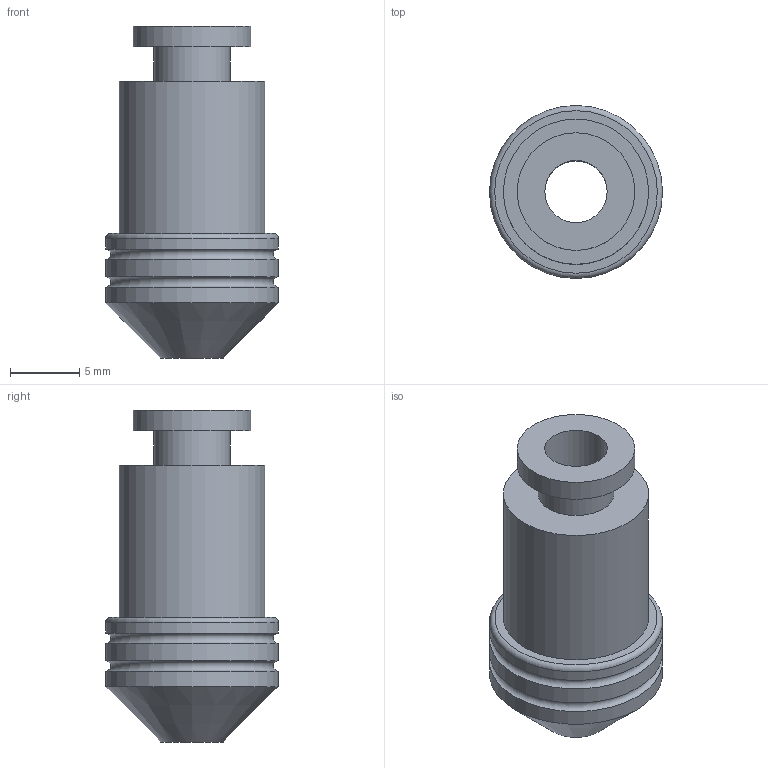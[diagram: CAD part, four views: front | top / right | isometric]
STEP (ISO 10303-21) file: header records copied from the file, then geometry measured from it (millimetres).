
FILE_DESCRIPTION(/* description */ (''),/* implementation_level */ '2;1');
FILE_NAME(/* name */ 'Syringe Seal_v1.step',/* time_stamp */ '2025-04-08T13:44:32-04:00',/* author */ (''),/* organization */ (''),/* preprocessor_version */ 'ST-DEVELOPER v20.1',/* originating_system */ 'Autodesk Translation Framework v14.4.0.0',/* authorisation */ '');
FILE_SCHEMA (('AUTOMOTIVE_DESIGN { 1 0 10303 214 3 1 1 }'));
Length unit declared in the file: millimetre
Products named in the file (1): Syringe Seal
Bounding box: 12.5 x 12.5 x 24 mm (x, y, z)
Volume: 1554.6 mm3; surface area: 1486.4 mm2
Topology: 3 solids, 3 shells, 19 faces, 33 edges, 20 vertices
Faces by surface type: cylinder 9, plane 6, torus 3, cone 1
Full cylindrical faces by diameter (mm): 4.5 x3, 5.5 x1, 8.5 x1, 10.5 x1, 12.5 x3
Entity records: 526 total; most frequent: DIRECTION 96, CARTESIAN_POINT 73, ORIENTED_EDGE 66, AXIS2_PLACEMENT_3D 43, EDGE_CURVE 33, EDGE_LOOP 25, CIRCLE 23, VERTEX_POINT 20
